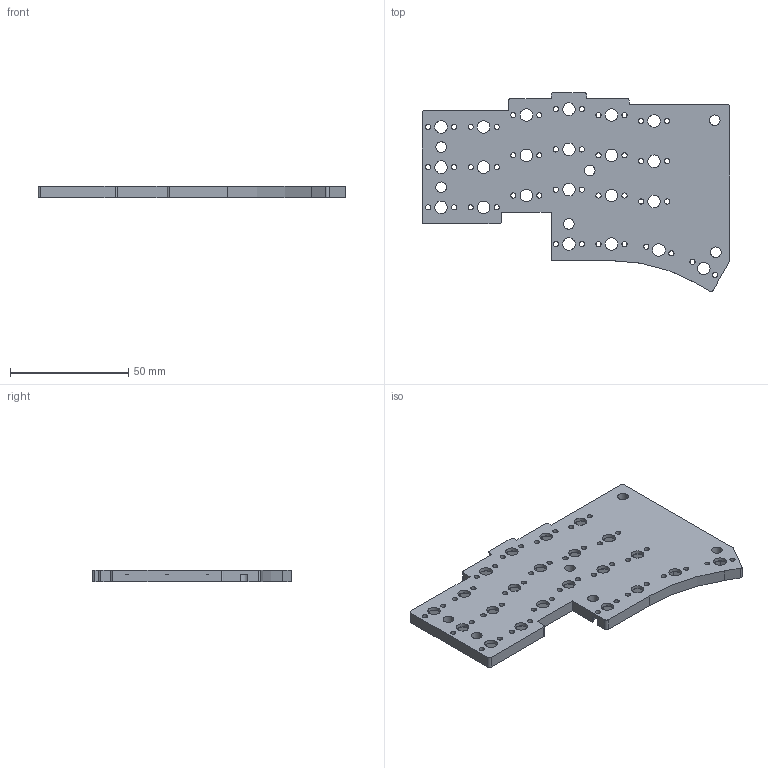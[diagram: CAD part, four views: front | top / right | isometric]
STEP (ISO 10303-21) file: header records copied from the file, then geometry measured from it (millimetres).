
FILE_DESCRIPTION(('FreeCAD Model'),'2;1');
FILE_NAME('Open CASCADE Shape Model','2024-12-04T12:37:23',(''),(''), 'Open CASCADE STEP processor 7.8','FreeCAD','Unknown');
FILE_SCHEMA(('AUTOMOTIVE_DESIGN { 1 0 10303 214 1 1 1 1 }'));
Length unit declared in the file: millimetre
Products named in the file (1): Body
Bounding box: 130 x 83.99 x 5 mm (x, y, z)
Volume: 32436.2 mm3; surface area: 20451.4 mm2
Topology: 1 solids, 1 shells, 411 faces, 1100 edges, 712 vertices
Faces by surface type: cylinder 215, plane 130, cone 66
Full cylindrical faces by diameter (mm): 2.2 x44, 4.5 x6, 5.3 x22
Entity records: 13268 total; most frequent: DIRECTION 2420, CARTESIAN_POINT 2224, ORIENTED_EDGE 2200, EDGE_CURVE 1100, AXIS2_PLACEMENT_3D 908, VERTEX_POINT 712, LINE 604, VECTOR 604
